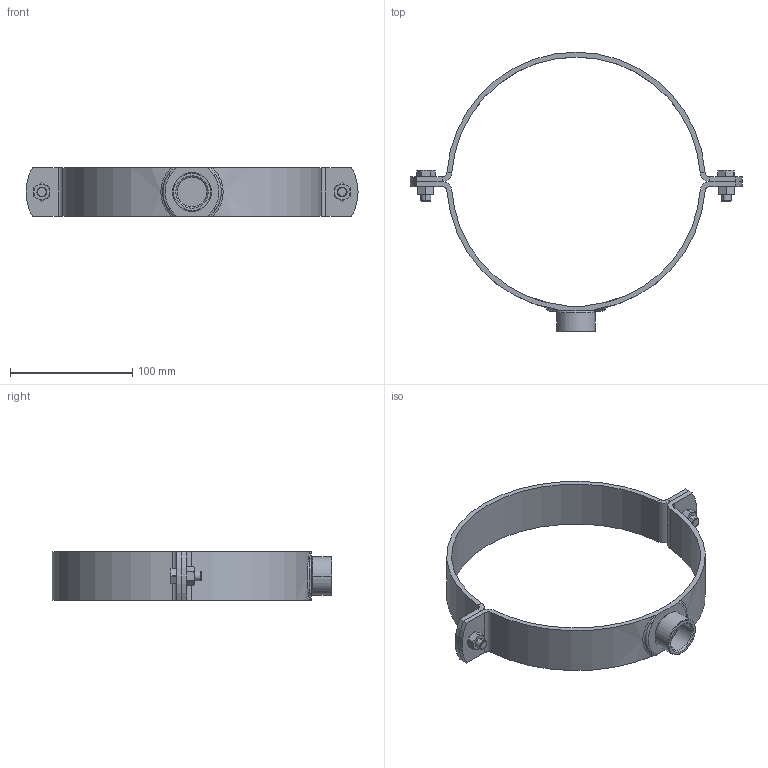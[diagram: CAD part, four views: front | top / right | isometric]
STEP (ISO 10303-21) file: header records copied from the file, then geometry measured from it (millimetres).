
FILE_DESCRIPTION (( 'STEP AP203' ), '1' );
FILE_NAME ('51.809.200.STEP', '2019-11-21T15:52:36', ( '' ), ( '' ), 'SwSTEP 2.0', 'SolidWorks 2019', '' );
FILE_SCHEMA (( 'CONFIG_CONTROL_DESIGN' ));
Length unit declared in the file: millimetre
Products named in the file (7): 1000003276_11 - Gr. 204 - H-17101.011; 1000003263_E-10254.002-Inox V4A (1.4404); 1000003282_11 - Gr.204 - H-17102.611; 1000003275_11 - Gr. 204 - H-17100.011; 1000003484; 1000003486; 51.809.200
Assembly tree (8 placements, depth 3):
  51.809.200
    1000003282_11 - Gr.204 - H-17102.611
      1000003276_11 - Gr. 204 - H-17101.011
      1000003263_E-10254.002-Inox V4A (1.4404)
    1000003275_11 - Gr. 204 - H-17100.011
    1000003484  x2
    1000003486  x2
Bounding box: 272 x 229 x 40 mm (x, y, z)
Volume: 130942.2 mm3; surface area: 74046.7 mm2
Topology: 7 solids, 7 shells, 204 faces, 468 edges, 280 vertices
Faces by surface type: plane 70, cone 62, cylinder 56, bspline 14, torus 2
Entity records: 5962 total; most frequent: CARTESIAN_POINT 2011, DIRECTION 669, ORIENTED_EDGE 662, EDGE_CURVE 331, AXIS2_PLACEMENT_3D 276, VERTEX_POINT 200, EDGE_LOOP 155, FACE_OUTER_BOUND 142
